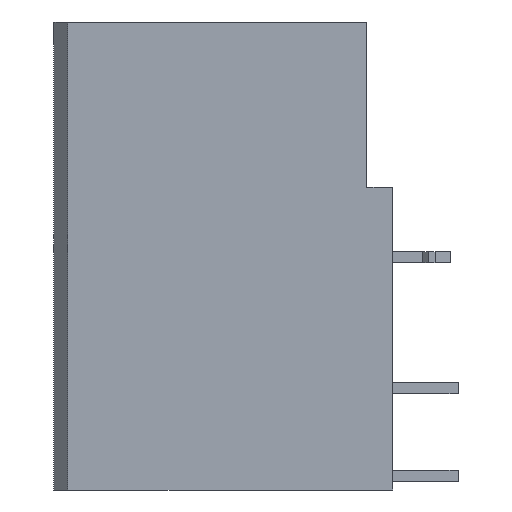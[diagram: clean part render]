
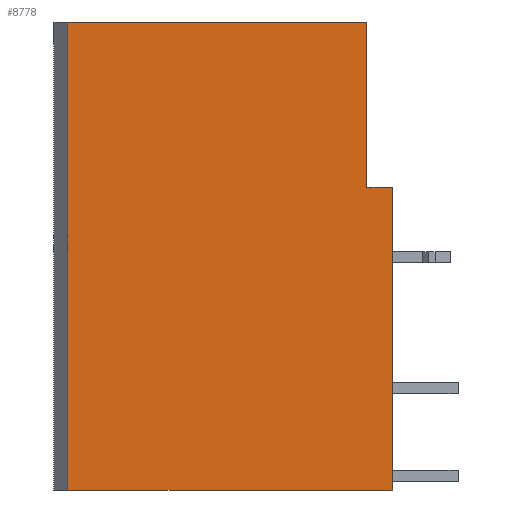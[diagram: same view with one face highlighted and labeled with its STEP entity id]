
A CAD part, left-side view. The second image highlights one B-rep face of the part: STEP entity #8778.
In plain terms, the highlighted planar face has unit normal (-1, 0, 0).
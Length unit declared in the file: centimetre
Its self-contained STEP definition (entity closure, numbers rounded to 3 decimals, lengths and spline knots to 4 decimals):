
#586=FACE_OUTER_BOUND('',#1057,.T.);
#1057=EDGE_LOOP('',(#7259,#7260,#7261,#7262,#7263,#7264));
#1269=LINE('',#11591,#2468);
#2049=LINE('',#13162,#3248);
#2050=LINE('',#13165,#3249);
#2051=LINE('',#13167,#3250);
#2052=LINE('',#13169,#3251);
#2053=LINE('',#13170,#3252);
#2468=VECTOR('',#9447,1.737);
#3248=VECTOR('',#10809,2.718);
#3249=VECTOR('',#10812,0.96);
#3250=VECTOR('',#10813,1.887);
#3251=VECTOR('',#10814,1.758);
#3252=VECTOR('',#10815,0.15);
#3667=VERTEX_POINT('',#11588);
#3668=VERTEX_POINT('',#11590);
#4168=VERTEX_POINT('',#13160);
#4169=VERTEX_POINT('',#13164);
#4170=VERTEX_POINT('',#13166);
#4171=VERTEX_POINT('',#13168);
#4461=EDGE_CURVE('',#3667,#3668,#1269,.T.);
#5241=EDGE_CURVE('',#3667,#4168,#2049,.T.);
#5242=EDGE_CURVE('',#3668,#4169,#2050,.T.);
#5243=EDGE_CURVE('',#4170,#4168,#2051,.T.);
#5244=EDGE_CURVE('',#4170,#4171,#2052,.T.);
#5245=EDGE_CURVE('',#4171,#4169,#2053,.T.);
#7259=ORIENTED_EDGE('',*,*,#5242,.F.);
#7260=ORIENTED_EDGE('',*,*,#4461,.F.);
#7261=ORIENTED_EDGE('',*,*,#5241,.T.);
#7262=ORIENTED_EDGE('',*,*,#5243,.F.);
#7263=ORIENTED_EDGE('',*,*,#5244,.T.);
#7264=ORIENTED_EDGE('',*,*,#5245,.T.);
#8329=PLANE('',#9231);
#8778=ADVANCED_FACE('',(#586),#8329,.T.);
#9231=AXIS2_PLACEMENT_3D('',#13163,#10810,#10811);
#9447=DIRECTION('',(0.,-1.,0.));
#10809=DIRECTION('',(0.,0.,-1.));
#10810=DIRECTION('center_axis',(-1.,0.,0.));
#10811=DIRECTION('ref_axis',(0.,-1.,0.));
#10812=DIRECTION('',(0.,0.,-1.));
#10813=DIRECTION('',(0.,1.,0.));
#10814=DIRECTION('',(0.,0.,1.));
#10815=DIRECTION('',(0.,1.,0.));
#11588=CARTESIAN_POINT('',(-2.64,1.287,0.));
#11590=CARTESIAN_POINT('',(-2.64,-0.45,0.));
#11591=CARTESIAN_POINT('',(-2.64,1.287,0.));
#13160=CARTESIAN_POINT('',(-2.64,1.287,-2.718));
#13162=CARTESIAN_POINT('',(-2.64,1.287,0.));
#13163=CARTESIAN_POINT('Origin',(-2.64,1.287,0.));
#13164=CARTESIAN_POINT('',(-2.64,-0.45,-0.96));
#13165=CARTESIAN_POINT('',(-2.64,-0.45,0.));
#13166=CARTESIAN_POINT('',(-2.64,-0.6,-2.718));
#13167=CARTESIAN_POINT('',(-2.64,-0.6,-2.718));
#13168=CARTESIAN_POINT('',(-2.64,-0.6,-0.96));
#13169=CARTESIAN_POINT('',(-2.64,-0.6,-2.718));
#13170=CARTESIAN_POINT('',(-2.64,-0.6,-0.96));
